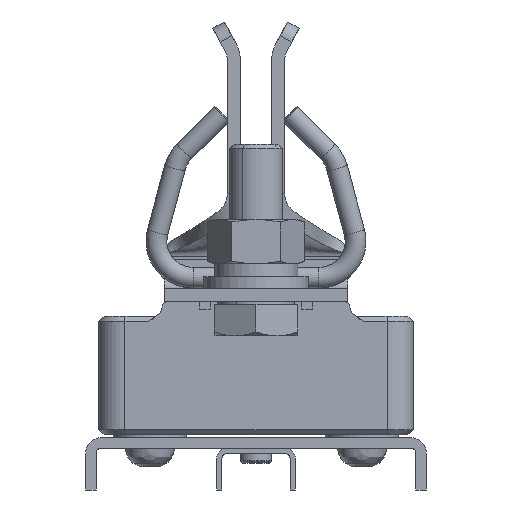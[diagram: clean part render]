
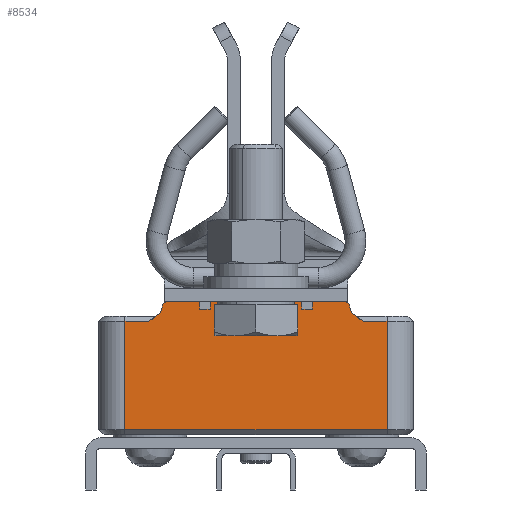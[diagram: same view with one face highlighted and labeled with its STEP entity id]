
A CAD part, front view. The second image highlights one B-rep face of the part: STEP entity #8534.
In plain terms, the highlighted face is planar.
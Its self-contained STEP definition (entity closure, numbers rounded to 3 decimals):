
#6134=DIRECTION('',(0.,-1.,0.));
#6135=VECTOR('',#6134,0.5);
#6136=CARTESIAN_POINT('',(-5.,26.,25.));
#6137=LINE('',#6136,#6135);
#6141=DIRECTION('',(1.,0.,0.));
#6142=VECTOR('',#6141,10.);
#6143=CARTESIAN_POINT('',(-5.,25.5,25.));
#6144=LINE('',#6143,#6142);
#6148=DIRECTION('',(0.,-1.,0.));
#6149=VECTOR('',#6148,0.5);
#6150=CARTESIAN_POINT('',(5.,26.,25.));
#6151=LINE('',#6150,#6149);
#6155=DIRECTION('',(-0.819,0.574,0.));
#6156=VECTOR('',#6155,0.819);
#6157=CARTESIAN_POINT('',(17.671,25.53,25.));
#6158=LINE('',#6157,#6156);
#6162=DIRECTION('',(0.342,-0.94,0.));
#6163=VECTOR('',#6162,1.98);
#6164=CARTESIAN_POINT('',(17.671,25.53,25.));
#6165=LINE('',#6164,#6163);
#6169=DIRECTION('',(-1.,0.,0.));
#6170=VECTOR('',#6169,4.553);
#6171=CARTESIAN_POINT('',(25.,22.2,25.));
#6172=LINE('',#6171,#6170);
#6176=DIRECTION('',(1.,0.,0.));
#6177=VECTOR('',#6176,50.);
#6178=CARTESIAN_POINT('',(-25.,1.5,25.));
#6179=LINE('',#6178,#6177);
#6183=DIRECTION('',(0.,1.,0.));
#6184=VECTOR('',#6183,20.7);
#6185=CARTESIAN_POINT('',(-25.,1.5,25.));
#6186=LINE('',#6185,#6184);
#6190=DIRECTION('',(-1.,0.,0.));
#6191=VECTOR('',#6190,4.553);
#6192=CARTESIAN_POINT('',(-20.447,22.2,25.));
#6193=LINE('',#6192,#6191);
#6197=DIRECTION('',(-0.342,-0.94,0.));
#6198=VECTOR('',#6197,1.98);
#6199=CARTESIAN_POINT('',(-17.671,25.53,25.));
#6200=LINE('',#6199,#6198);
#6204=DIRECTION('',(-0.819,-0.574,0.));
#6205=VECTOR('',#6204,0.819);
#6206=CARTESIAN_POINT('',(-17.,26.,25.));
#6207=LINE('',#6206,#6205);
#6218=DIRECTION('',(1.,0.,0.));
#6219=VECTOR('',#6218,12.);
#6220=CARTESIAN_POINT('',(-17.,26.,25.));
#6221=LINE('',#6220,#6219);
#6260=DIRECTION('',(1.,0.,0.));
#6261=VECTOR('',#6260,12.);
#6262=CARTESIAN_POINT('',(5.,26.,25.));
#6263=LINE('',#6262,#6261);
#6351=DIRECTION('',(-0.819,-0.574,0.));
#6352=VECTOR('',#6351,2.563);
#6353=CARTESIAN_POINT('',(-18.348,23.67,25.));
#6354=LINE('',#6353,#6352);
#6431=DIRECTION('',(0.,1.,0.));
#6432=VECTOR('',#6431,20.7);
#6433=CARTESIAN_POINT('',(25.,1.5,25.));
#6434=LINE('',#6433,#6432);
#7161=DIRECTION('',(-0.819,0.574,0.));
#7162=VECTOR('',#7161,2.563);
#7163=CARTESIAN_POINT('',(20.447,22.2,25.));
#7164=LINE('',#7163,#7162);
#7299=CARTESIAN_POINT('',(25.,22.2,25.));
#7300=CARTESIAN_POINT('',(20.447,22.2,25.));
#7301=VERTEX_POINT('',#7299);
#7302=VERTEX_POINT('',#7300);
#7323=CARTESIAN_POINT('',(-25.,22.2,25.));
#7325=VERTEX_POINT('',#7323);
#7331=CARTESIAN_POINT('',(-20.447,22.2,25.));
#7332=VERTEX_POINT('',#7331);
#7484=CARTESIAN_POINT('',(-25.,1.5,25.));
#7486=VERTEX_POINT('',#7484);
#7491=CARTESIAN_POINT('',(25.,1.5,25.));
#7492=VERTEX_POINT('',#7491);
#7531=CARTESIAN_POINT('',(-5.,26.,25.));
#7533=VERTEX_POINT('',#7531);
#7535=CARTESIAN_POINT('',(5.,26.,25.));
#7537=VERTEX_POINT('',#7535);
#7539=CARTESIAN_POINT('',(-5.,25.5,25.));
#7540=VERTEX_POINT('',#7539);
#7541=CARTESIAN_POINT('',(5.,25.5,25.));
#7542=VERTEX_POINT('',#7541);
#7587=CARTESIAN_POINT('',(18.348,23.67,25.));
#7588=VERTEX_POINT('',#7587);
#7589=CARTESIAN_POINT('',(-18.348,23.67,25.));
#7590=VERTEX_POINT('',#7589);
#7591=CARTESIAN_POINT('',(17.671,25.53,25.));
#7592=CARTESIAN_POINT('',(17.,26.,25.));
#7593=VERTEX_POINT('',#7591);
#7594=VERTEX_POINT('',#7592);
#7595=CARTESIAN_POINT('',(-17.,26.,25.));
#7596=CARTESIAN_POINT('',(-17.671,25.53,25.));
#7597=VERTEX_POINT('',#7595);
#7598=VERTEX_POINT('',#7596);
#8496=CARTESIAN_POINT('',(-25.,0.,25.));
#8497=DIRECTION('',(0.,0.,1.));
#8498=DIRECTION('',(1.,0.,0.));
#8499=AXIS2_PLACEMENT_3D('',#8496,#8497,#8498);
#8500=PLANE('',#8499);
#8502=ORIENTED_EDGE('',*,*,#8501,.T.);
#8503=ORIENTED_EDGE('',*,*,#8474,.T.);
#8505=ORIENTED_EDGE('',*,*,#8504,.F.);
#8507=ORIENTED_EDGE('',*,*,#8506,.T.);
#8509=ORIENTED_EDGE('',*,*,#8508,.F.);
#8511=ORIENTED_EDGE('',*,*,#8510,.T.);
#8513=ORIENTED_EDGE('',*,*,#8512,.F.);
#8515=ORIENTED_EDGE('',*,*,#8514,.F.);
#8517=ORIENTED_EDGE('',*,*,#8516,.F.);
#8519=ORIENTED_EDGE('',*,*,#8518,.F.);
#8521=ORIENTED_EDGE('',*,*,#8520,.T.);
#8523=ORIENTED_EDGE('',*,*,#8522,.F.);
#8525=ORIENTED_EDGE('',*,*,#8524,.F.);
#8527=ORIENTED_EDGE('',*,*,#8526,.F.);
#8529=ORIENTED_EDGE('',*,*,#8528,.F.);
#8531=ORIENTED_EDGE('',*,*,#8530,.T.);
#8532=EDGE_LOOP('',(#8502,#8503,#8505,#8507,#8509,#8511,#8513,#8515,#8517,#8519,
#8521,#8523,#8525,#8527,#8529,#8531));
#8533=FACE_OUTER_BOUND('',#8532,.F.);
#8474=EDGE_CURVE('',#7540,#7542,#6144,.T.);
#8501=EDGE_CURVE('',#7533,#7540,#6137,.T.);
#8504=EDGE_CURVE('',#7537,#7542,#6151,.T.);
#8506=EDGE_CURVE('',#7537,#7594,#6263,.T.);
#8508=EDGE_CURVE('',#7593,#7594,#6158,.T.);
#8510=EDGE_CURVE('',#7593,#7588,#6165,.T.);
#8512=EDGE_CURVE('',#7302,#7588,#7164,.T.);
#8514=EDGE_CURVE('',#7301,#7302,#6172,.T.);
#8516=EDGE_CURVE('',#7492,#7301,#6434,.T.);
#8518=EDGE_CURVE('',#7486,#7492,#6179,.T.);
#8520=EDGE_CURVE('',#7486,#7325,#6186,.T.);
#8522=EDGE_CURVE('',#7332,#7325,#6193,.T.);
#8524=EDGE_CURVE('',#7590,#7332,#6354,.T.);
#8526=EDGE_CURVE('',#7598,#7590,#6200,.T.);
#8528=EDGE_CURVE('',#7597,#7598,#6207,.T.);
#8530=EDGE_CURVE('',#7597,#7533,#6221,.T.);
#8534=ADVANCED_FACE('',(#8533),#8500,.T.);
